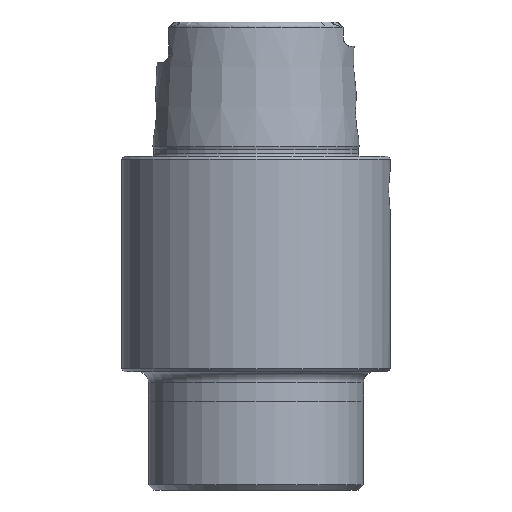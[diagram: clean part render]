
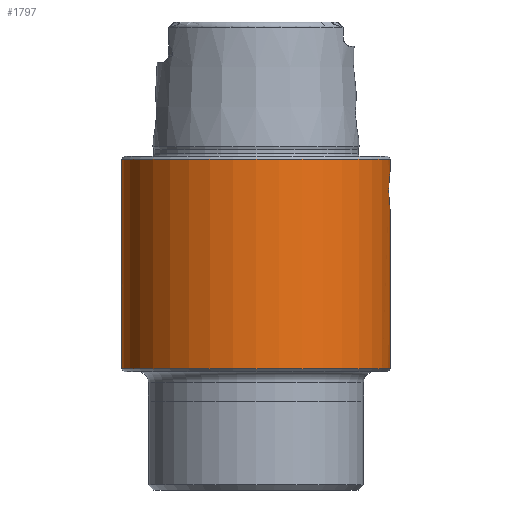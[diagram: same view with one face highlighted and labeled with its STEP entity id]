
A CAD part, left-side view. The second image highlights one B-rep face of the part: STEP entity #1797.
In plain terms, the highlighted cylindrical face has radius 25 mm (diameter 50 mm), a full revolution.
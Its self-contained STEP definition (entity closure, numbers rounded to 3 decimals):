
#163=CYLINDRICAL_SURFACE('',#1934,25.);
#219=CIRCLE('',#1935,25.);
#220=CIRCLE('',#1936,25.);
#486=ORIENTED_EDGE('',*,*,#709,.T.);
#487=ORIENTED_EDGE('',*,*,#710,.F.);
#488=ORIENTED_EDGE('',*,*,#711,.T.);
#489=ORIENTED_EDGE('',*,*,#712,.T.);
#709=EDGE_CURVE('',#829,#829,#219,.T.);
#710=EDGE_CURVE('',#830,#830,#220,.T.);
#711=EDGE_CURVE('',#831,#831,#902,.T.);
#712=EDGE_CURVE('',#832,#832,#903,.T.);
#829=VERTEX_POINT('',#2914);
#830=VERTEX_POINT('',#2916);
#831=VERTEX_POINT('',#2928);
#832=VERTEX_POINT('',#2940);
#902=B_SPLINE_CURVE_WITH_KNOTS('',3,(#2917,#2918,#2919,#2920,#2921,#2922,
#2923,#2924,#2925,#2926,#2927),.UNSPECIFIED.,.T.,.F.,(1,1,1,1,1,1,1,1,1,
1,1,1,1,1,1),(-0.009,-0.006,-0.003,
0.,0.003,0.006,0.009,
0.013,0.016,0.019,0.022,
0.025,0.028,0.031,0.034),
 .UNSPECIFIED.);
#903=B_SPLINE_CURVE_WITH_KNOTS('',3,(#2929,#2930,#2931,#2932,#2933,#2934,
#2935,#2936,#2937,#2938,#2939),.UNSPECIFIED.,.T.,.F.,(1,1,1,1,1,1,1,1,1,
1,1,1,1,1,1),(-0.002,-0.002,-0.001,
0.,0.001,0.002,0.002,
0.003,0.004,0.005,0.005,
0.006,0.007,0.008,0.008),
 .UNSPECIFIED.);
#976=EDGE_LOOP('',(#486));
#977=EDGE_LOOP('',(#487));
#978=EDGE_LOOP('',(#488));
#979=EDGE_LOOP('',(#489));
#1098=FACE_BOUND('',#976,.T.);
#1099=FACE_BOUND('',#977,.T.);
#1100=FACE_BOUND('',#978,.T.);
#1101=FACE_BOUND('',#979,.T.);
#1797=ADVANCED_FACE('',(#1098,#1099,#1100,#1101),#163,.T.);
#1934=AXIS2_PLACEMENT_3D('',#2912,#2237,#2238);
#1935=AXIS2_PLACEMENT_3D('',#2913,#2239,#2240);
#1936=AXIS2_PLACEMENT_3D('',#2915,#2241,#2242);
#2237=DIRECTION('',(0.,0.,1.));
#2238=DIRECTION('',(1.,0.,0.));
#2239=DIRECTION('',(0.,0.,1.));
#2240=DIRECTION('',(1.,0.,0.));
#2241=DIRECTION('',(0.,0.,1.));
#2242=DIRECTION('',(1.,0.,0.));
#2912=CARTESIAN_POINT('',(0.,0.,60.));
#2913=CARTESIAN_POINT('',(0.,0.,-39.5));
#2914=CARTESIAN_POINT('',(25.,0.,-39.5));
#2915=CARTESIAN_POINT('',(0.,0.,-0.5));
#2916=CARTESIAN_POINT('',(25.,0.,-0.5));
#2917=CARTESIAN_POINT('',(3.138,-24.84,-9.382));
#2918=CARTESIAN_POINT('',(-0.001,-25.08,-10.684));
#2919=CARTESIAN_POINT('',(-3.135,-24.84,-9.383));
#2920=CARTESIAN_POINT('',(-4.432,-24.597,-6.254));
#2921=CARTESIAN_POINT('',(-3.136,-24.84,-3.116));
#2922=CARTESIAN_POINT('',(-0.001,-25.08,-1.818));
#2923=CARTESIAN_POINT('',(3.131,-24.84,-3.112));
#2924=CARTESIAN_POINT('',(4.433,-24.597,-6.247));
#2925=CARTESIAN_POINT('',(3.138,-24.84,-9.382));
#2926=CARTESIAN_POINT('',(-0.001,-25.08,-10.684));
#2927=CARTESIAN_POINT('',(-3.135,-24.84,-9.383));
#2928=CARTESIAN_POINT('',(0.,-25.,-10.25));
#2929=CARTESIAN_POINT('',(0.285,25.003,-9.427));
#2930=CARTESIAN_POINT('',(-0.55,24.997,-9.545));
#2931=CARTESIAN_POINT('',(-1.034,24.978,-10.224));
#2932=CARTESIAN_POINT('',(-0.931,24.983,-11.044));
#2933=CARTESIAN_POINT('',(-0.284,25.003,-11.573));
#2934=CARTESIAN_POINT('',(0.549,24.997,-11.454));
#2935=CARTESIAN_POINT('',(1.034,24.978,-10.777));
#2936=CARTESIAN_POINT('',(0.931,24.983,-9.956));
#2937=CARTESIAN_POINT('',(0.285,25.003,-9.427));
#2938=CARTESIAN_POINT('',(-0.55,24.997,-9.545));
#2939=CARTESIAN_POINT('',(-1.034,24.978,-10.224));
#2940=CARTESIAN_POINT('',(-0.491,24.995,-9.639));
